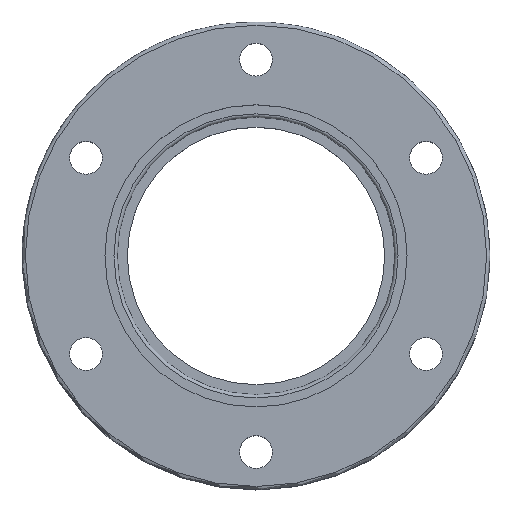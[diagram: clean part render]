
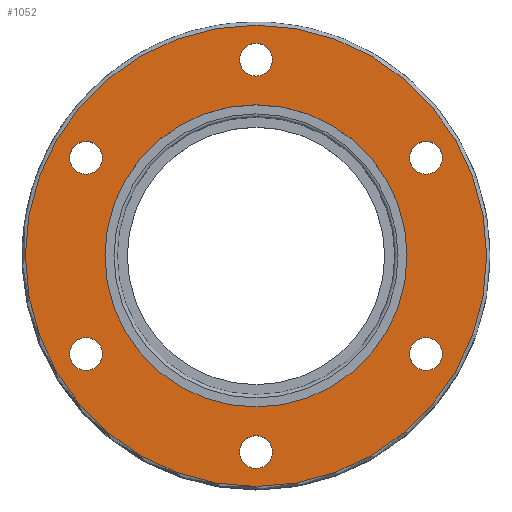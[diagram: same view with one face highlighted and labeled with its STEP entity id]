
A CAD part, top view. The second image highlights one B-rep face of the part: STEP entity #1052.
In plain terms, the highlighted planar face has unit normal (0, 0, 1).
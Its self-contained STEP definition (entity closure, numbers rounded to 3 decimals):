
#183=CARTESIAN_POINT('',(26.647,12.546,13.0));
#184=VERTEX_POINT('',#183);
#185=CARTESIAN_POINT('',(25.418,14.675,13.));
#186=DIRECTION('',(0.0,0.0,-1.0));
#187=DIRECTION('',(0.5,-0.866,0.0));
#188=AXIS2_PLACEMENT_3D('',#185,#186,#187);
#189=CIRCLE('',#188,2.459);
#190=EDGE_CURVE('',#184,#184,#189,.T.);
#232=CARTESIAN_POINT('',(24.189,-16.804,13.0));
#233=VERTEX_POINT('',#232);
#234=CARTESIAN_POINT('',(25.418,-14.675,13.));
#235=DIRECTION('',(0.0,0.0,-1.));
#236=DIRECTION('',(-0.5,-0.866,0.0));
#237=AXIS2_PLACEMENT_3D('',#234,#235,#236);
#238=CIRCLE('',#237,2.459);
#239=EDGE_CURVE('',#233,#233,#238,.T.);
#281=CARTESIAN_POINT('',(-2.459,-29.35,13.0));
#282=VERTEX_POINT('',#281);
#283=CARTESIAN_POINT('',(0.,-29.35,13.));
#284=DIRECTION('',(0.0,0.0,-1.0));
#285=DIRECTION('',(-1.0,0.0,0.0));
#286=AXIS2_PLACEMENT_3D('',#283,#284,#285);
#287=CIRCLE('',#286,2.459);
#288=EDGE_CURVE('',#282,#282,#287,.T.);
#330=CARTESIAN_POINT('',(-26.647,-12.546,13.0));
#331=VERTEX_POINT('',#330);
#332=CARTESIAN_POINT('',(-25.418,-14.675,13.));
#333=DIRECTION('',(0.0,0.0,-1.));
#334=DIRECTION('',(-0.5,0.866,0.0));
#335=AXIS2_PLACEMENT_3D('',#332,#333,#334);
#336=CIRCLE('',#335,2.459);
#337=EDGE_CURVE('',#331,#331,#336,.T.);
#379=CARTESIAN_POINT('',(-24.189,16.804,13.0));
#380=VERTEX_POINT('',#379);
#381=CARTESIAN_POINT('',(-25.418,14.675,13.));
#382=DIRECTION('',(0.0,0.0,-1.0));
#383=DIRECTION('',(0.5,0.866,0.0));
#384=AXIS2_PLACEMENT_3D('',#381,#382,#383);
#385=CIRCLE('',#384,2.459);
#386=EDGE_CURVE('',#380,#380,#385,.T.);
#428=CARTESIAN_POINT('',(2.459,29.35,13.0));
#429=VERTEX_POINT('',#428);
#430=CARTESIAN_POINT('',(0.0,29.35,13.));
#431=DIRECTION('',(0.0,0.0,-1.0));
#432=DIRECTION('',(1.0,0.0,0.0));
#433=AXIS2_PLACEMENT_3D('',#430,#431,#432);
#434=CIRCLE('',#433,2.459);
#435=EDGE_CURVE('',#429,#429,#434,.T.);
#988=CARTESIAN_POINT('',(22.6,0.,13.));
#989=VERTEX_POINT('',#988);
#990=CARTESIAN_POINT('',(0.0,0.0,13.));
#991=DIRECTION('',(0.0,0.0,-1.0));
#992=DIRECTION('',(-1.0,0.0,0.0));
#993=AXIS2_PLACEMENT_3D('',#990,#991,#992);
#994=CIRCLE('',#993,22.6);
#995=EDGE_CURVE('',#989,#989,#994,.T.);
#1008=CARTESIAN_POINT('',(34.5,0.,13.0));
#1009=VERTEX_POINT('',#1008);
#1010=CARTESIAN_POINT('',(0.0,0.0,13.0));
#1011=DIRECTION('',(0.0,0.0,-1.0));
#1012=DIRECTION('',(-1.0,0.0,0.0));
#1013=AXIS2_PLACEMENT_3D('',#1010,#1011,#1012);
#1014=CIRCLE('',#1013,34.5);
#1015=EDGE_CURVE('',#1009,#1009,#1014,.T.);
#1023=CARTESIAN_POINT('',(0.0,0.0,13.0));
#1024=DIRECTION('',(0.0,0.0,-1.0));
#1025=DIRECTION('',(-1.0,0.0,0.0));
#1026=AXIS2_PLACEMENT_3D('',#1023,#1024,#1025);
#1027=PLANE('',#1026);
#1028=ORIENTED_EDGE('',*,*,#1015,.F.);
#1029=EDGE_LOOP('',(#1028));
#1030=FACE_OUTER_BOUND('',#1029,.T.);
#1031=ORIENTED_EDGE('',*,*,#190,.T.);
#1032=EDGE_LOOP('',(#1031));
#1033=FACE_BOUND('',#1032,.T.);
#1034=ORIENTED_EDGE('',*,*,#239,.T.);
#1035=EDGE_LOOP('',(#1034));
#1036=FACE_BOUND('',#1035,.T.);
#1037=ORIENTED_EDGE('',*,*,#288,.T.);
#1038=EDGE_LOOP('',(#1037));
#1039=FACE_BOUND('',#1038,.T.);
#1040=ORIENTED_EDGE('',*,*,#337,.T.);
#1041=EDGE_LOOP('',(#1040));
#1042=FACE_BOUND('',#1041,.T.);
#1043=ORIENTED_EDGE('',*,*,#386,.T.);
#1044=EDGE_LOOP('',(#1043));
#1045=FACE_BOUND('',#1044,.T.);
#1046=ORIENTED_EDGE('',*,*,#435,.T.);
#1047=EDGE_LOOP('',(#1046));
#1048=FACE_BOUND('',#1047,.T.);
#1049=ORIENTED_EDGE('',*,*,#995,.T.);
#1050=EDGE_LOOP('',(#1049));
#1051=FACE_BOUND('',#1050,.T.);
#1052=ADVANCED_FACE('',(#1030,#1033,#1036,#1039,#1042,#1045,#1048,#1051),#1027,.F.);
